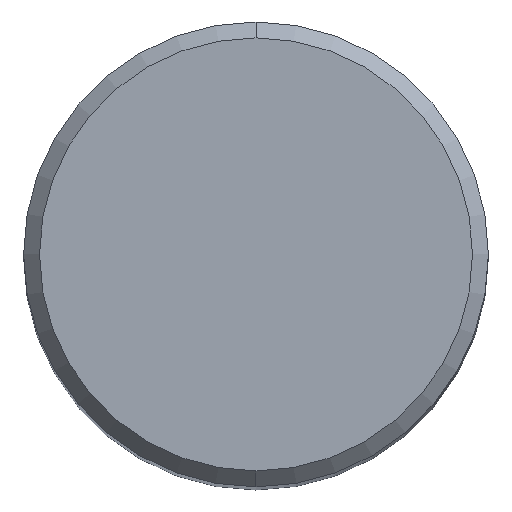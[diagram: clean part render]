
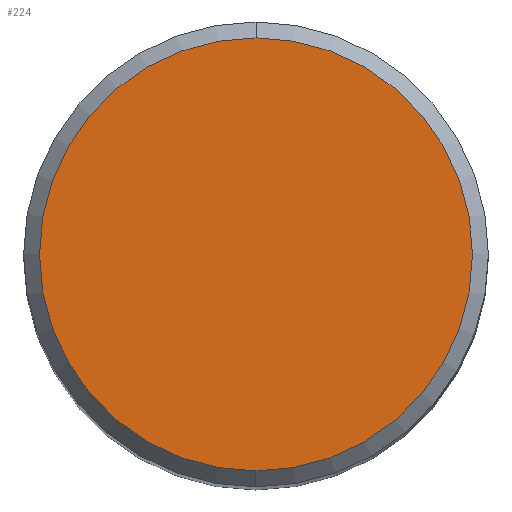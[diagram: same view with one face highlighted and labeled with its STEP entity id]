
A CAD part, top view. The second image highlights one B-rep face of the part: STEP entity #224.
In plain terms, the highlighted planar face has unit normal (0, 0, 1).
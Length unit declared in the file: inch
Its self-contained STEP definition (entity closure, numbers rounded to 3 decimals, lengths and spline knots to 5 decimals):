
#43 = EDGE_CURVE ( 'NONE', #419, #381, #274, .T. ) ;
#113 = AXIS2_PLACEMENT_3D ( 'NONE', #119, #470, #308 ) ;
#115 = ORIENTED_EDGE ( 'NONE', *, *, #43, .T. ) ;
#119 = CARTESIAN_POINT ( 'NONE',  ( 0., 0., 0. ) ) ;
#125 = CARTESIAN_POINT ( 'NONE',  ( 0., 0.20375, 0. ) ) ;
#131 = CARTESIAN_POINT ( 'NONE',  ( 0., -0.20375, 0. ) ) ;
#168 = AXIS2_PLACEMENT_3D ( 'NONE', #200, #235, #171 ) ;
#171 = DIRECTION ( 'NONE',  ( 0., -1., 0. ) ) ;
#188 = CIRCLE ( 'NONE', #113, 0.20375 ) ;
#196 = EDGE_LOOP ( 'NONE', ( #115, #218 ) ) ;
#200 = CARTESIAN_POINT ( 'NONE',  ( 0., 0., 0. ) ) ;
#218 = ORIENTED_EDGE ( 'NONE', *, *, #257, .T. ) ;
#224 = ADVANCED_FACE ( 'NONE', ( #396 ), #429, .F. ) ;
#235 = DIRECTION ( 'NONE',  ( 0., 0., 1. ) ) ;
#237 = DIRECTION ( 'NONE',  ( 0., 0., -1. ) ) ;
#257 = EDGE_CURVE ( 'NONE', #381, #419, #188, .T. ) ;
#274 = CIRCLE ( 'NONE', #168, 0.20375 ) ;
#308 = DIRECTION ( 'NONE',  ( 0., -1., 0. ) ) ;
#327 = CARTESIAN_POINT ( 'NONE',  ( 0., 0.20375, 0. ) ) ;
#357 = DIRECTION ( 'NONE',  ( 0., 1., 0. ) ) ;
#381 = VERTEX_POINT ( 'NONE', #131 ) ;
#396 = FACE_OUTER_BOUND ( 'NONE', #196, .T. ) ;
#407 = AXIS2_PLACEMENT_3D ( 'NONE', #125, #237, #357 ) ;
#419 = VERTEX_POINT ( 'NONE', #327 ) ;
#429 = PLANE ( 'NONE',  #407 ) ;
#470 = DIRECTION ( 'NONE',  ( 0., 0., 1. ) ) ;
